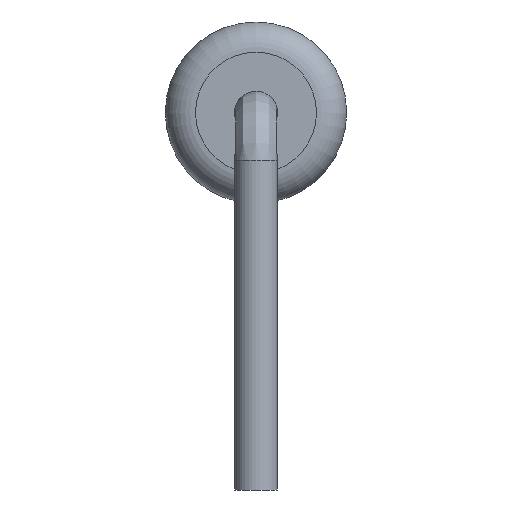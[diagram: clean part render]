
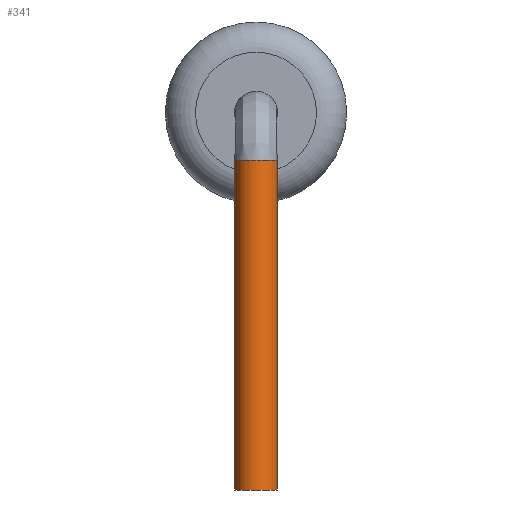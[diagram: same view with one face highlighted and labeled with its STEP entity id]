
A CAD part, left-side view. The second image highlights one B-rep face of the part: STEP entity #341.
In plain terms, the highlighted cylindrical face has radius 0.225 mm (diameter 0.45 mm), a full revolution.
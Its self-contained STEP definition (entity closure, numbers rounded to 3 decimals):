
#13=DIRECTION('',(0.,0.,1.));
#14=DIRECTION('',(1.,0.,0.));
#275=VERTEX_POINT('',#276);
#276=CARTESIAN_POINT('',(-4.855,0.,0.45));
#287=EDGE_CURVE('',#275,#275,#288,.T.);
#288=CIRCLE('',#289,0.225);
#289=AXIS2_PLACEMENT_3D('',#290,#13,#14);
#290=CARTESIAN_POINT('',(-5.08,0.,0.45));
#341=ADVANCED_FACE('',(#342),#358,.T.);
#342=FACE_BOUND('',#343,.T.);
#343=EDGE_LOOP('',(#344,#351,#352,#353));
#344=ORIENTED_EDGE('',*,*,#345,.T.);
#345=EDGE_CURVE('',#346,#275,#348,.T.);
#346=VERTEX_POINT('',#347);
#347=CARTESIAN_POINT('',(-4.855,0.,-3.));
#348=LINE('',#349,#350);
#349=CARTESIAN_POINT('',(-4.855,0.,-3.));
#350=VECTOR('',#13,1.);
#351=ORIENTED_EDGE('',*,*,#287,.F.);
#352=ORIENTED_EDGE('',*,*,#345,.F.);
#353=ORIENTED_EDGE('',*,*,#354,.T.);
#354=EDGE_CURVE('',#346,#346,#355,.T.);
#355=CIRCLE('',#356,0.225);
#356=AXIS2_PLACEMENT_3D('',#357,#13,#14);
#357=CARTESIAN_POINT('',(-5.08,0.,-3.));
#358=CYLINDRICAL_SURFACE('',#356,0.225);
